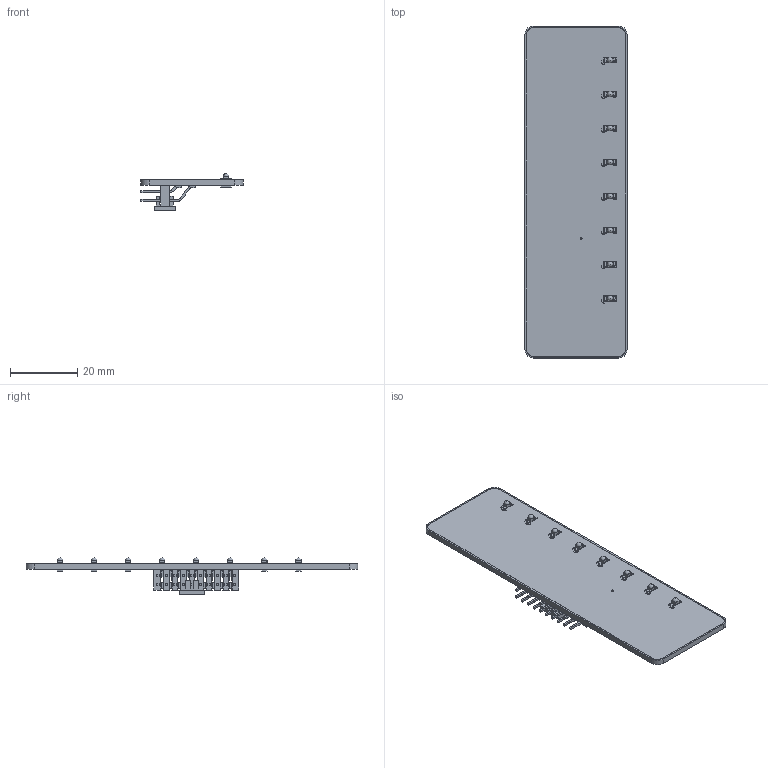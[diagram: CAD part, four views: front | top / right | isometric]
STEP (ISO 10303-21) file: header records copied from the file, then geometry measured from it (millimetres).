
FILE_DESCRIPTION(('KiCad electronic assembly'),'2;1');
FILE_NAME('PM-RQ8-front.step','2024-05-29T13:47:14',('Pcbnew'),('Kicad') ,'Open CASCADE STEP processor 7.6','KiCad to STEP converter','Unknown' );
FILE_SCHEMA(('AUTOMOTIVE_DESIGN { 1 0 10303 214 1 1 1 1 }'));
Length unit declared in the file: millimetre
Products named in the file (142): PM-RQ8-front 1; KPTD-3216CGCK-01; R_1206_3216Metric; TSM-110-01-L-DH-P-TR; PM-RQ8-front_track_1; PM-RQ8-front_track_2; PM-RQ8-front_track_3; PM-RQ8-front_track_4; PM-RQ8-front_track_5; PM-RQ8-front_track_6; PM-RQ8-front_track_7; PM-RQ8-front_track_8; PM-RQ8-front_track_9; PM-RQ8-front_track_10; PM-RQ8-front_track_11; PM-RQ8-front_track_12; PM-RQ8-front_track_13; PM-RQ8-front_track_14; PM-RQ8-front_track_15; PM-RQ8-front_track_16; PM-RQ8-front_track_17; PM-RQ8-front_track_18; PM-RQ8-front_track_19; PM-RQ8-front_track_20; PM-RQ8-front_track_21; PM-RQ8-front_track_22; PM-RQ8-front_track_23; PM-RQ8-front_track_24; PM-RQ8-front_track_25; PM-RQ8-front_track_26; PM-RQ8-front_track_27; PM-RQ8-front_track_28; PM-RQ8-front_track_29; PM-RQ8-front_track_30; PM-RQ8-front_track_31; PM-RQ8-front_track_32; PM-RQ8-front_track_33; PM-RQ8-front_track_34; PM-RQ8-front_track_35; PM-RQ8-front_track_36 ...
Assembly tree (155 placements, depth 3):
  PM-RQ8-front 1
    KPTD-3216CGCK-01  x8
      KPTD-3216CGCK-01
    R_1206_3216Metric  x8
      R_1206_3216Metric
    TSM-110-01-L-DH-P-TR
      TSM-110-01-L-DH-P-TR
    PM-RQ8-front_track_1
    PM-RQ8-front_track_2
    PM-RQ8-front_track_3
    PM-RQ8-front_track_4
    PM-RQ8-front_track_5
    PM-RQ8-front_track_6
    PM-RQ8-front_track_7
    PM-RQ8-front_track_8
    PM-RQ8-front_track_9
    PM-RQ8-front_track_10
    PM-RQ8-front_track_11
    PM-RQ8-front_track_12
    PM-RQ8-front_track_13
    PM-RQ8-front_track_14
    PM-RQ8-front_track_15
    PM-RQ8-front_track_16
    PM-RQ8-front_track_17
    PM-RQ8-front_track_18
    PM-RQ8-front_track_19
    PM-RQ8-front_track_20
    PM-RQ8-front_track_21
    PM-RQ8-front_track_22
    PM-RQ8-front_track_23
    PM-RQ8-front_track_24
    PM-RQ8-front_track_25
    PM-RQ8-front_track_26
    PM-RQ8-front_track_27
    PM-RQ8-front_track_28
    PM-RQ8-front_track_29
    PM-RQ8-front_track_30
    PM-RQ8-front_track_31
    PM-RQ8-front_track_32
    PM-RQ8-front_track_33
    PM-RQ8-front_track_34
    PM-RQ8-front_track_35
    PM-RQ8-front_track_36
    PM-RQ8-front_track_37
    PM-RQ8-front_track_38
    PM-RQ8-front_track_39
    PM-RQ8-front_track_40
    PM-RQ8-front_track_41
    PM-RQ8-front_track_42
    PM-RQ8-front_track_43
    PM-RQ8-front_track_44
    PM-RQ8-front_track_45
    PM-RQ8-front_track_46
    PM-RQ8-front_track_47
    PM-RQ8-front_track_48
    PM-RQ8-front_track_49
    PM-RQ8-front_track_50
    PM-RQ8-front_track_51
    PM-RQ8-front_track_52
    PM-RQ8-front_track_53
Bounding box: 30.48 x 99.06 x 10.93 mm (x, y, z)
Volume: 5475.7 mm3; surface area: 14797.1 mm2
Topology: 162 solids, 162 shells, 3463 faces, 9011 edges, 5866 vertices
Faces by surface type: plane 2955, cylinder 468, sphere 40
Full cylindrical faces by diameter (mm): 0.15 x8, 0.25 x28, 0.3 x18, 0.6 x18
Entity records: 83795 total; most frequent: CARTESIAN_POINT 14164, ORIENTED_EDGE 13672, DIRECTION 13029, EDGE_CURVE 6836, LINE 6187, VECTOR 6187, VERTEX_POINT 4522, AXIS2_PLACEMENT_3D 3421
